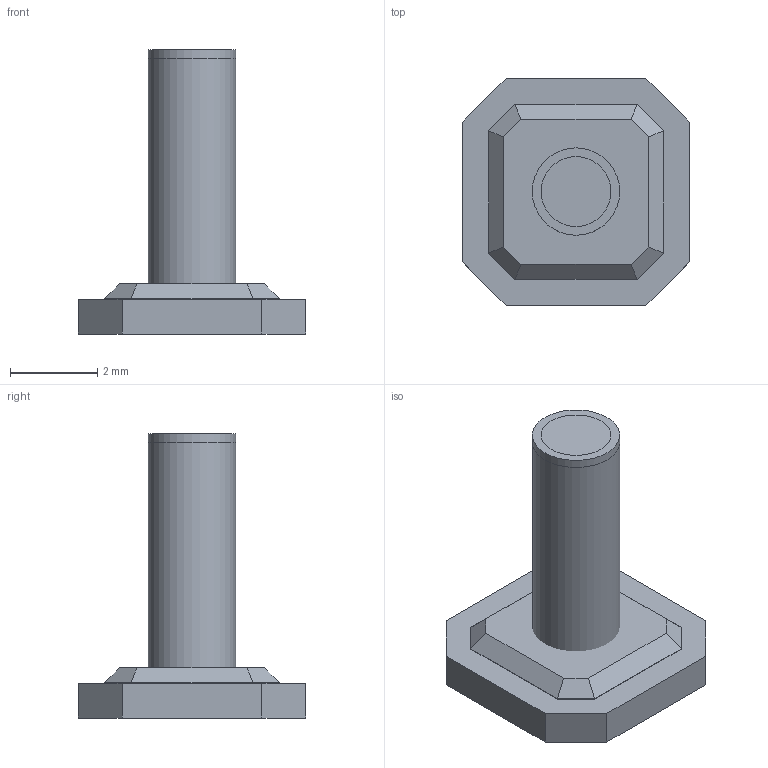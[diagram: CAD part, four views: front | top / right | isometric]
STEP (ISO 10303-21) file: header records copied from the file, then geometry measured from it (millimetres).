
FILE_DESCRIPTION(('FreeCAD Model'),'2;1');
FILE_NAME('Open CASCADE Shape Model','2024-12-12T14:23:35',(''),(''), 'Open CASCADE STEP processor 7.8','FreeCAD','Unknown');
FILE_SCHEMA(('AUTOMOTIVE_DESIGN { 1 0 10303 214 1 1 1 1 }'));
Length unit declared in the file: millimetre
Products named in the file (5): Unnamed; Chamfer002; Chamfer; Fillet; Tube
Assembly tree (4 placements, depth 2):
  Unnamed
    Chamfer002
    Chamfer
    Fillet
    Tube
Bounding box: 5.2 x 5.2 x 6.5 mm (x, y, z)
Volume: 64.7 mm3; surface area: 189.9 mm2
Topology: 4 solids, 4 shells, 35 faces, 72 edges, 45 vertices
Faces by surface type: plane 32, cylinder 2, torus 1
Full cylindrical faces by diameter (mm): 2 x2
Entity records: 1020 total; most frequent: DIRECTION 158, CARTESIAN_POINT 157, ORIENTED_EDGE 144, EDGE_CURVE 72, LINE 66, VECTOR 66, AXIS2_PLACEMENT_3D 46, VERTEX_POINT 45
